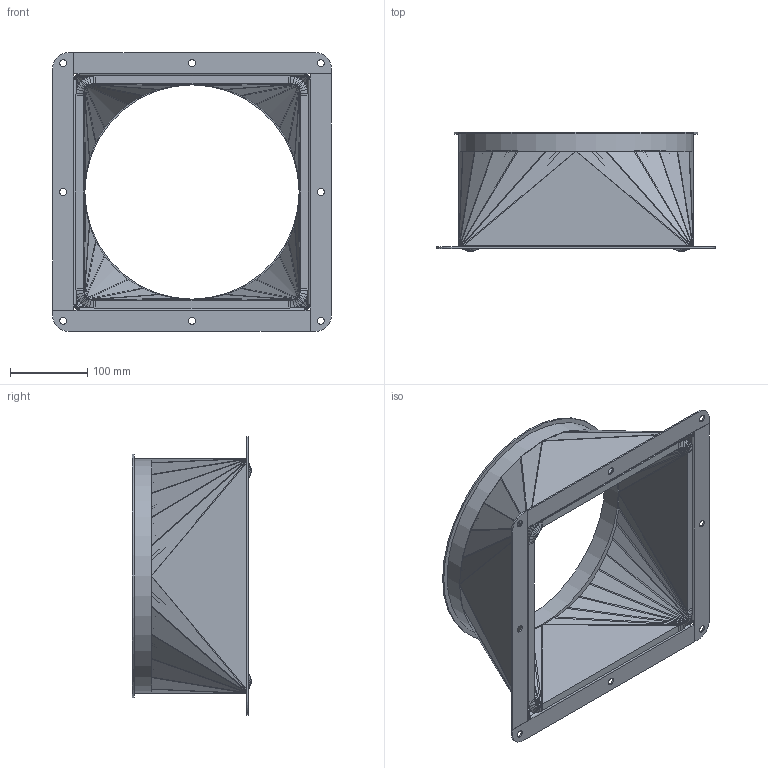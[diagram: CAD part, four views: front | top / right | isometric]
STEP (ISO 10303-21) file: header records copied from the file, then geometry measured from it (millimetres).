
FILE_DESCRIPTION(/* description */ (''),/* implementation_level */ '2;1');
FILE_NAME(/* name */ '4018023015666-APS Übergangsstück gerade, Ø300-300x300.stp',/* time_stamp */ '2014-12-19T12:21:17+01:00',/* author */ ('RJahn'),/* organization */ (''),/* preprocessor_version */ 'ST-DEVELOPER v15.6',/* originating_system */ 'Autodesk Inventor 2015',/* authorisation */ '');
FILE_SCHEMA (('AUTOMOTIVE_DESIGN { 1 0 10303 214 3 1 1 }'));
Length unit declared in the file: millimetre
Products named in the file (6): 1x45-300-2mm-Übergang-Übergang 4-teilig; 1x45-300-2mm-Übergang-Ring mit Bord; 1x45-300-2mm-Übergang; 1x45-300-2mm-Auskleidung-Übergang-runder Stutzen; 1x45-300-2mm-Auskleidung-Übergang-Übergang; 1x45-300-2mm-Übergang mit Auskleidung ohne Schraub
en
Assembly tree (5 placements, depth 3):
  1x45-300-2mm-Übergang mit Auskleidung ohne Schraub
en
    1x45-300-2mm-Übergang
      1x45-300-2mm-Übergang-Übergang 4-teilig
      1x45-300-2mm-Übergang-Ring mit Bord
    1x45-300-2mm-Auskleidung-Übergang-runder Stutzen
    1x45-300-2mm-Auskleidung-Übergang-Übergang
Bounding box: 360 x 153.93 x 360 mm (x, y, z)
Volume: 1921092.5 mm3; surface area: 759489 mm2
Topology: 7 solids, 7 shells, 606 faces, 1171 edges, 578 vertices
Faces by surface type: plane 285, cylinder 177, bspline 144
Full cylindrical faces by diameter (mm): 9 x8, 277 x1, 297 x1, 299 x1, 303 x1, 315 x1
Entity records: 16485 total; most frequent: CARTESIAN_POINT 4593, DIRECTION 2442, ORIENTED_EDGE 2316, EDGE_CURVE 1158, AXIS2_PLACEMENT_3D 827, LINE 788, VECTOR 788, EDGE_LOOP 640
